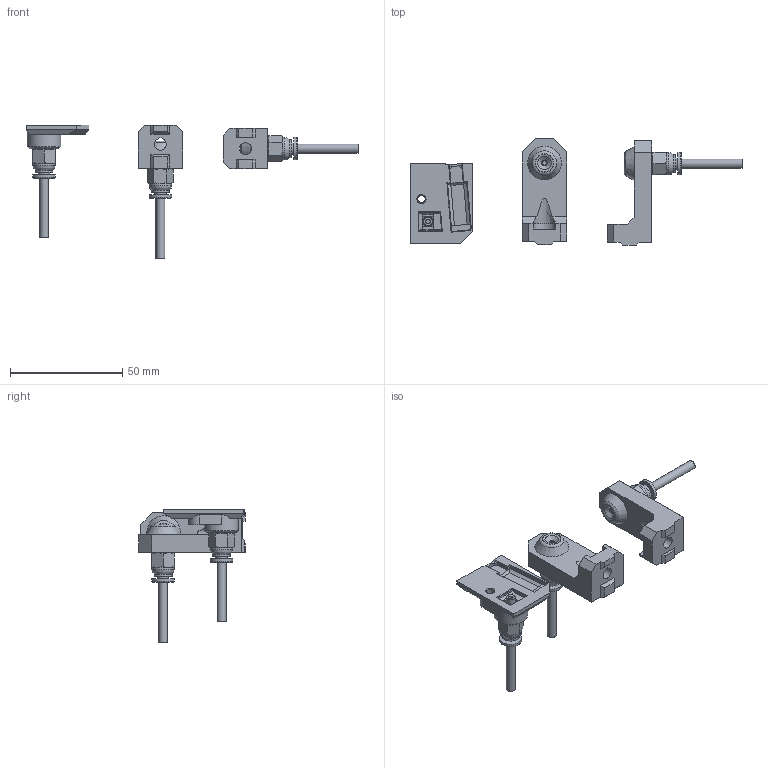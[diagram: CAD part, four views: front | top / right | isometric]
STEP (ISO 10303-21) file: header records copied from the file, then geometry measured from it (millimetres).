
FILE_DESCRIPTION(/* description */ (''),/* implementation_level */ '2;1');
FILE_NAME(/* name */ 'reverse_bowden.step',/* time_stamp */ '2020-05-01T20:40:40+02:00',/* author */ (''),/* organization */ (''),/* preprocessor_version */ 'ST-DEVELOPER v18.1',/* originating_system */ 'Autodesk Translation Framework v9.2.0.1227',/* authorisation */ '');
FILE_SCHEMA (('AUTOMOTIVE_DESIGN { 1 0 10303 214 3 1 1 }'));
Length unit declared in the file: millimetre
Products named in the file (6): reverse_bowden; vslot_mount_pc4-m10; vslot_mount_pc4-m10_angled; fs_cover_pc4-m10_mk25s_mk3s; pc4-m10; ptfe
Assembly tree (9 placements, depth 2):
  reverse_bowden
    vslot_mount_pc4-m10
    vslot_mount_pc4-m10_angled
    fs_cover_pc4-m10_mk25s_mk3s
    pc4-m10  x3
    ptfe  x3
Bounding box: 148.2 x 47.56 x 59.7 mm (x, y, z)
Volume: 24567.8 mm3; surface area: 17652.7 mm2
Topology: 9 solids, 13 shells, 628 faces, 1614 edges, 1029 vertices
Faces by surface type: plane 400, cylinder 133, bspline 43, cone 42, torus 10
Full cylindrical faces by diameter (mm): 2 x3, 2.5 x2, 3.3 x1, 4 x3, 4.2 x3, 4.4 x3, 5 x3, 5.8 x1, 6.2 x3, 8 x3, 8.744 x18, 9.036 x18, 9.884 x18, 10 x6, 10.147 x23, 15.052 x1
Entity records: 23052 total; most frequent: CARTESIAN_POINT 10355, ORIENTED_EDGE 2764, DIRECTION 2326, EDGE_CURVE 1382, LINE 1026, VECTOR 1026, VERTEX_POINT 885, AXIS2_PLACEMENT_3D 650
